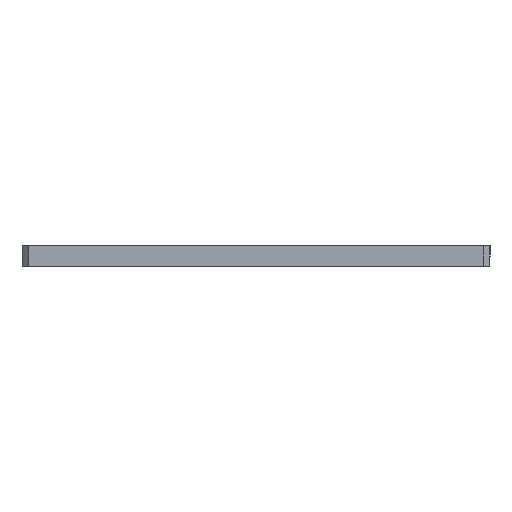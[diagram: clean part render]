
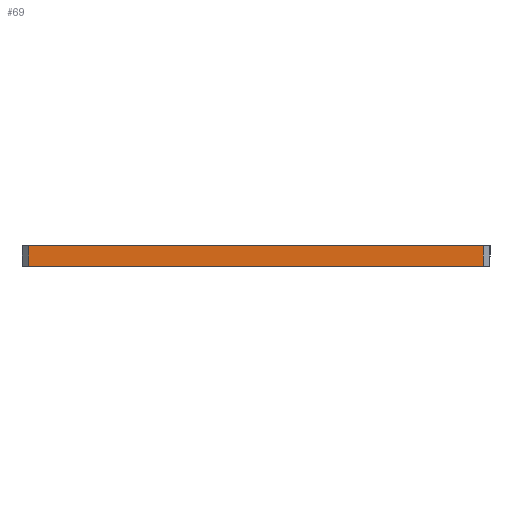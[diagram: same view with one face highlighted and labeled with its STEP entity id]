
A CAD part, left-side view. The second image highlights one B-rep face of the part: STEP entity #69.
In plain terms, the highlighted planar face has unit normal (-1, 0, 0).
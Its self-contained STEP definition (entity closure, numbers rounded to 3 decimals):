
#7 = EDGE_CURVE ( 'NONE', #314, #303, #359, .T. ) ;
#30 = EDGE_CURVE ( 'NONE', #340, #314, #480, .T. ) ;
#32 = EDGE_CURVE ( 'NONE', #303, #305, #452, .T. ) ;
#49 = EDGE_CURVE ( 'NONE', #340, #305, #493, .T. ) ;
#69 = ADVANCED_FACE ( 'NONE', ( #623 ), #594, .F. ) ;
#114 = VECTOR ( 'NONE', #387, 1000. ) ;
#144 = VECTOR ( 'NONE', #481, 1000. ) ;
#154 = VECTOR ( 'NONE', #475, 1000. ) ;
#156 = VECTOR ( 'NONE', #535, 1000. ) ;
#157 = AXIS2_PLACEMENT_3D ( 'NONE', #609, #622, #588 ) ;
#211 = ORIENTED_EDGE ( 'NONE', *, *, #7, .T. ) ;
#239 = ORIENTED_EDGE ( 'NONE', *, *, #49, .F. ) ;
#251 = ORIENTED_EDGE ( 'NONE', *, *, #32, .T. ) ;
#274 = ORIENTED_EDGE ( 'NONE', *, *, #30, .T. ) ;
#303 = VERTEX_POINT ( 'NONE', #643 ) ;
#305 = VERTEX_POINT ( 'NONE', #683 ) ;
#314 = VERTEX_POINT ( 'NONE', #655 ) ;
#340 = VERTEX_POINT ( 'NONE', #685 ) ;
#359 = LINE ( 'NONE', #383, #114 ) ;
#383 = CARTESIAN_POINT ( 'NONE',  ( -33.8, 33.8, 0. ) ) ;
#387 = DIRECTION ( 'NONE',  ( 0., -1., 0. ) ) ;
#398 = EDGE_LOOP ( 'NONE', ( #211, #251, #239, #274 ) ) ;
#447 = CARTESIAN_POINT ( 'NONE',  ( -33.8, 32.8, 3. ) ) ;
#450 = CARTESIAN_POINT ( 'NONE',  ( -33.8, -32.8, 3. ) ) ;
#452 = LINE ( 'NONE', #450, #144 ) ;
#475 = DIRECTION ( 'NONE',  ( 0., 0., -1. ) ) ;
#480 = LINE ( 'NONE', #447, #154 ) ;
#481 = DIRECTION ( 'NONE',  ( 0., 0., 1. ) ) ;
#493 = LINE ( 'NONE', #529, #156 ) ;
#529 = CARTESIAN_POINT ( 'NONE',  ( -33.8, 33.8, 3. ) ) ;
#535 = DIRECTION ( 'NONE',  ( 0., -1., 0. ) ) ;
#588 = DIRECTION ( 'NONE',  ( 0., 1., 0. ) ) ;
#594 = PLANE ( 'NONE',  #157 ) ;
#609 = CARTESIAN_POINT ( 'NONE',  ( -33.8, 33.8, 3. ) ) ;
#622 = DIRECTION ( 'NONE',  ( 1., 0., 0. ) ) ;
#623 = FACE_OUTER_BOUND ( 'NONE', #398, .T. ) ;
#643 = CARTESIAN_POINT ( 'NONE',  ( -33.8, -32.8, 0. ) ) ;
#655 = CARTESIAN_POINT ( 'NONE',  ( -33.8, 32.8, 0. ) ) ;
#683 = CARTESIAN_POINT ( 'NONE',  ( -33.8, -32.8, 3. ) ) ;
#685 = CARTESIAN_POINT ( 'NONE',  ( -33.8, 32.8, 3. ) ) ;
